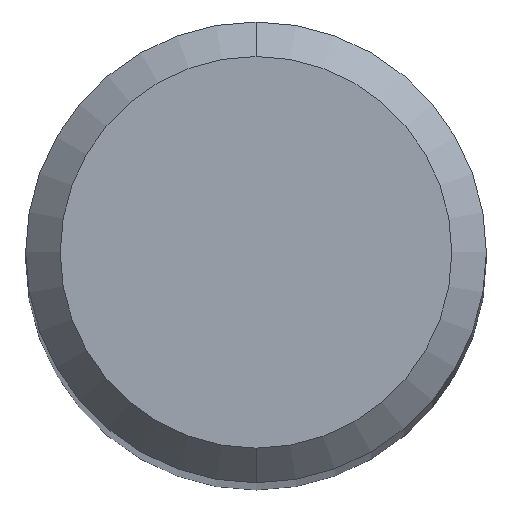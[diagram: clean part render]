
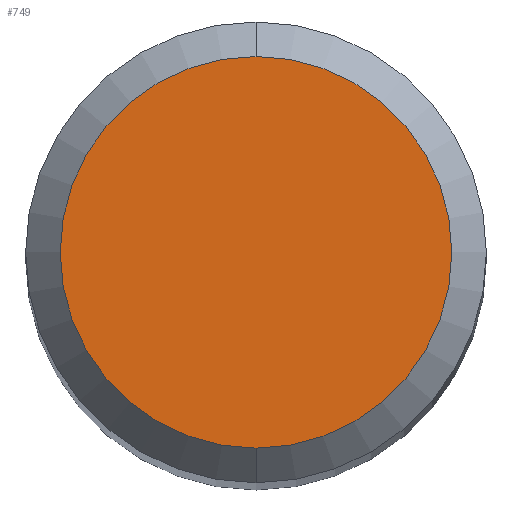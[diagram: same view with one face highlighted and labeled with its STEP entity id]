
A CAD part, top view. The second image highlights one B-rep face of the part: STEP entity #749.
In plain terms, the highlighted planar face has unit normal (0, 0, 1).
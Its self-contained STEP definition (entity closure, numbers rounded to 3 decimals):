
#409=VERTEX_POINT('',#1054);
#427=VERTEX_POINT('',#1073);
#749=ADVANCED_FACE('',(#1425),#1426,.T.);
#771=EDGE_CURVE('',#409,#427,#1451,.T.);
#839=EDGE_CURVE('',#427,#409,#1527,.T.);
#1054=CARTESIAN_POINT('',(0.,-1.7,0.0));
#1073=CARTESIAN_POINT('',(0.0,1.7,0.0));
#1425=FACE_OUTER_BOUND('',#3206,.T.);
#1426=PLANE('',#3207);
#1451=CIRCLE('',#3318,1.7);
#1527=CIRCLE('',#3610,1.7);
#3206=EDGE_LOOP('',(#4423,#4424));
#3207=AXIS2_PLACEMENT_3D('',#4425,#4426,#4427);
#3318=AXIS2_PLACEMENT_3D('',#4458,#4459,#4460);
#3610=AXIS2_PLACEMENT_3D('',#4574,#4575,#4576);
#4423=ORIENTED_EDGE('',*,*,#839,.F.);
#4424=ORIENTED_EDGE('',*,*,#771,.F.);
#4425=CARTESIAN_POINT('',(0.0,0.85,0.0));
#4426=DIRECTION('',(-0.0,0.0,1.0));
#4427=DIRECTION('',(0.0,-1.0,0.0));
#4458=CARTESIAN_POINT('',(0.0,0.0,0.0));
#4459=DIRECTION('',(0.0,0.0,-1.0));
#4460=DIRECTION('',(0.0,1.0,0.0));
#4574=CARTESIAN_POINT('',(0.0,0.0,0.0));
#4575=DIRECTION('',(0.0,0.0,-1.0));
#4576=DIRECTION('',(0.0,1.0,0.0));
